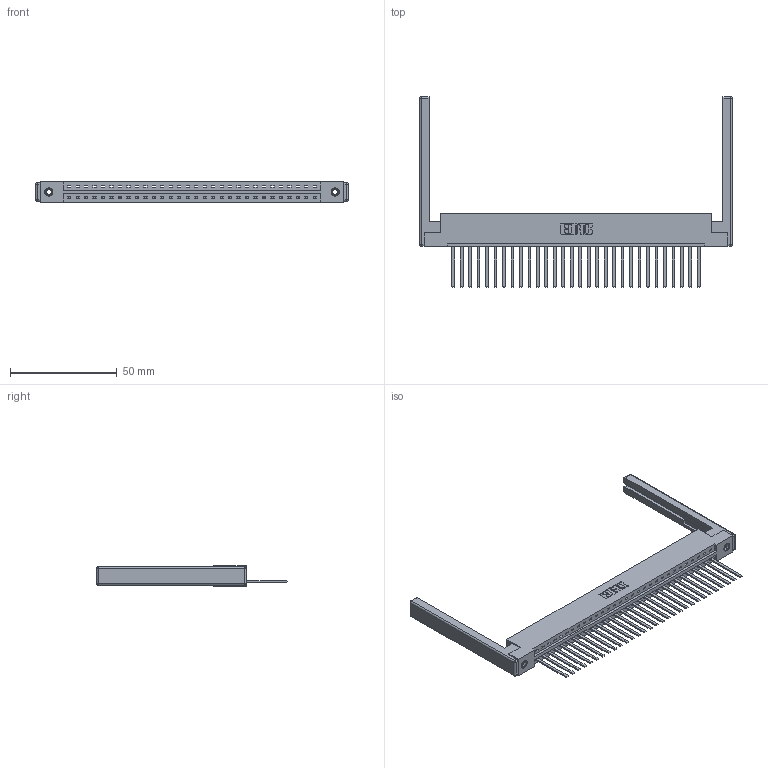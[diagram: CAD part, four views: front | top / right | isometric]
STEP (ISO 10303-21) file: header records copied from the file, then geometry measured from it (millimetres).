
FILE_DESCRIPTION (( 'STEP AP203' ), '1' );
FILE_NAME ('337-030-544-168.STEP', '2019-10-01T00:19:28', ( '' ), ( '' ), 'SwSTEP 2.0', 'SolidWorks 2016', '' );
FILE_SCHEMA (( 'CONFIG_CONTROL_DESIGN' ));
Length unit declared in the file: inch
Products named in the file (5): 345-250-001_345-250-001-102; 307-220-068; 337 Part_Flush Mounting Lugs - 0.156 Dia-TI; 337-030-544-168; 345-292-001_345-293-144
Assembly tree (35 placements, depth 2):
  337-030-544-168
    337 Part_Flush Mounting Lugs - 0.156 Dia-TI
    345-292-001_345-293-144  x30
    345-250-001_345-250-001-102  x2
    307-220-068  x2
Bounding box: 146.3 x 89.03 x 9.4 mm (x, y, z)
Volume: 19794.3 mm3; surface area: 21085.9 mm2
Topology: 35 solids, 35 shells, 1948 faces, 5801 edges, 3806 vertices
Faces by surface type: plane 1418, cylinder 506, cone 12, sphere 8, torus 4
Entity records: 26428 total; most frequent: CARTESIAN_POINT 4557, ORIENTED_EDGE 4512, DIRECTION 3930, EDGE_CURVE 2256, LINE 2082, VECTOR 2082, VERTEX_POINT 1494, AXIS2_PLACEMENT_3D 924
